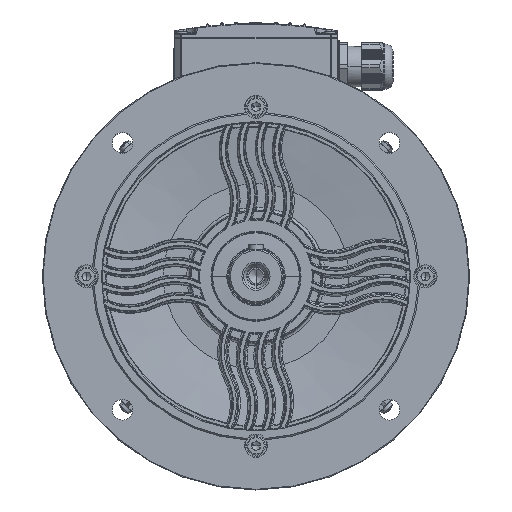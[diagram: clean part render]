
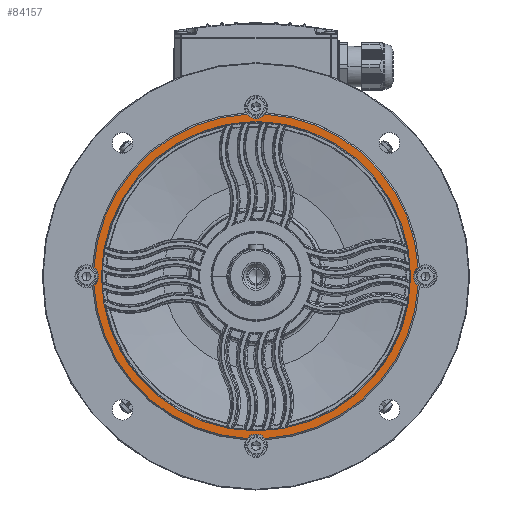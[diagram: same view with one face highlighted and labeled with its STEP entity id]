
A CAD part, top view. The second image highlights one B-rep face of the part: STEP entity #84157.
In plain terms, the highlighted planar face has unit normal (0, 0, 1).
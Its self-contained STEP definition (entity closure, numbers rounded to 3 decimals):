
#477 = AXIS2_PLACEMENT_3D ( 'NONE', #161590, #77098, #89207 ) ;
#1540 = FACE_BOUND ( 'NONE', #159009, .T. ) ;
#3055 = EDGE_CURVE ( 'NONE', #51878, #91436, #71957, .T. ) ;
#4729 = CARTESIAN_POINT ( 'NONE',  ( -119., 0., 314. ) ) ;
#6056 = CARTESIAN_POINT ( 'NONE',  ( 0., 0., 314. ) ) ;
#7758 = AXIS2_PLACEMENT_3D ( 'NONE', #113016, #14596, #58180 ) ;
#8897 = EDGE_CURVE ( 'NONE', #106873, #69756, #10338, .T. ) ;
#9427 = EDGE_CURVE ( 'NONE', #147367, #175764, #105298, .T. ) ;
#10338 = CIRCLE ( 'NONE', #140818, 114. ) ;
#10659 = CIRCLE ( 'NONE', #43285, 8.312 ) ;
#11354 = ORIENTED_EDGE ( 'NONE', *, *, #139123, .F. ) ;
#12776 = EDGE_CURVE ( 'NONE', #147367, #177032, #56359, .T. ) ;
#14596 = DIRECTION ( 'NONE',  ( 0., 0., -1. ) ) ;
#15077 = AXIS2_PLACEMENT_3D ( 'NONE', #45383, #102058, #101132 ) ;
#17191 = CARTESIAN_POINT ( 'NONE',  ( -6.497, 113.815, 314. ) ) ;
#20493 = DIRECTION ( 'NONE',  ( -1., 0., 0. ) ) ;
#22858 = CIRCLE ( 'NONE', #28801, 108.5 ) ;
#27051 = CARTESIAN_POINT ( 'NONE',  ( 0., 0., 314. ) ) ;
#28801 = AXIS2_PLACEMENT_3D ( 'NONE', #82401, #95409, #154792 ) ;
#29276 = DIRECTION ( 'NONE',  ( 0., 0., 1. ) ) ;
#29889 = ORIENTED_EDGE ( 'NONE', *, *, #163612, .F. ) ;
#30796 = AXIS2_PLACEMENT_3D ( 'NONE', #4729, #134688, #20493 ) ;
#30910 = CARTESIAN_POINT ( 'NONE',  ( -113.815, 6.497, 314. ) ) ;
#32041 = DIRECTION ( 'NONE',  ( -1., 0., 0. ) ) ;
#32750 = DIRECTION ( 'NONE',  ( 0., 0., 1. ) ) ;
#34158 = DIRECTION ( 'NONE',  ( -1., 0., 0. ) ) ;
#37482 = CARTESIAN_POINT ( 'NONE',  ( 6.497, 113.815, 314. ) ) ;
#37645 = CARTESIAN_POINT ( 'NONE',  ( -113.815, -6.497, 314. ) ) ;
#43285 = AXIS2_PLACEMENT_3D ( 'NONE', #102780, #46110, #171509 ) ;
#44790 = ORIENTED_EDGE ( 'NONE', *, *, #148463, .F. ) ;
#45383 = CARTESIAN_POINT ( 'NONE',  ( 0., 0., 314. ) ) ;
#46110 = DIRECTION ( 'NONE',  ( 0., 0., 1. ) ) ;
#50829 = CARTESIAN_POINT ( 'NONE',  ( 113.815, 6.497, 314. ) ) ;
#51878 = VERTEX_POINT ( 'NONE', #66761 ) ;
#54798 = EDGE_LOOP ( 'NONE', ( #113195, #126730, #119436, #11354, #61120, #29889, #68793, #161017, #128178, #149619 ) ) ;
#56359 = CIRCLE ( 'NONE', #118545, 8.312 ) ;
#56363 = PLANE ( 'NONE',  #7758 ) ;
#57319 = AXIS2_PLACEMENT_3D ( 'NONE', #176681, #32750, #175749 ) ;
#58045 = DIRECTION ( 'NONE',  ( -1., 0., 0. ) ) ;
#58180 = DIRECTION ( 'NONE',  ( -1., 0., 0. ) ) ;
#61120 = ORIENTED_EDGE ( 'NONE', *, *, #8897, .T. ) ;
#63869 = CARTESIAN_POINT ( 'NONE',  ( 0., 119., 314. ) ) ;
#66761 = CARTESIAN_POINT ( 'NONE',  ( 108.5, 0., 314. ) ) ;
#68793 = ORIENTED_EDGE ( 'NONE', *, *, #162309, .T. ) ;
#68827 = DIRECTION ( 'NONE',  ( -1., 0., 0. ) ) ;
#69651 = VERTEX_POINT ( 'NONE', #17191 ) ;
#69756 = VERTEX_POINT ( 'NONE', #37482 ) ;
#71957 = CIRCLE ( 'NONE', #101689, 108.5 ) ;
#73827 = DIRECTION ( 'NONE',  ( 0., 0., 1. ) ) ;
#73932 = CARTESIAN_POINT ( 'NONE',  ( 6.497, -113.815, 314. ) ) ;
#74246 = VERTEX_POINT ( 'NONE', #37645 ) ;
#77098 = DIRECTION ( 'NONE',  ( 0., 0., 1. ) ) ;
#78831 = VERTEX_POINT ( 'NONE', #120850 ) ;
#82401 = CARTESIAN_POINT ( 'NONE',  ( 0., 0., 314. ) ) ;
#84157 = ADVANCED_FACE ( 'NONE', ( #1540, #169671 ), #56363, .F. ) ;
#84471 = CARTESIAN_POINT ( 'NONE',  ( -108.5, 0., 314. ) ) ;
#89207 = DIRECTION ( 'NONE',  ( -1., 0., 0. ) ) ;
#91436 = VERTEX_POINT ( 'NONE', #84471 ) ;
#95409 = DIRECTION ( 'NONE',  ( 0., 0., 1. ) ) ;
#98937 = DIRECTION ( 'NONE',  ( 0., 0., 1. ) ) ;
#101132 = DIRECTION ( 'NONE',  ( -1., 0., 0. ) ) ;
#101689 = AXIS2_PLACEMENT_3D ( 'NONE', #175908, #73827, #131358 ) ;
#102058 = DIRECTION ( 'NONE',  ( 0., 0., 1. ) ) ;
#102780 = CARTESIAN_POINT ( 'NONE',  ( 119., 0., 314. ) ) ;
#105298 = CIRCLE ( 'NONE', #120132, 114. ) ;
#106873 = VERTEX_POINT ( 'NONE', #50829 ) ;
#107798 = CARTESIAN_POINT ( 'NONE',  ( -6.497, -113.815, 314. ) ) ;
#111234 = VERTEX_POINT ( 'NONE', #30910 ) ;
#111310 = EDGE_CURVE ( 'NONE', #74246, #177032, #113692, .T. ) ;
#112328 = EDGE_CURVE ( 'NONE', #74246, #171797, #155418, .T. ) ;
#113016 = CARTESIAN_POINT ( 'NONE',  ( 0., 0., 314. ) ) ;
#113195 = ORIENTED_EDGE ( 'NONE', *, *, #12776, .F. ) ;
#113692 = CIRCLE ( 'NONE', #57319, 114. ) ;
#113792 = CARTESIAN_POINT ( 'NONE',  ( 0., -119., 314. ) ) ;
#117441 = CARTESIAN_POINT ( 'NONE',  ( 119., 0., 314. ) ) ;
#118545 = AXIS2_PLACEMENT_3D ( 'NONE', #113792, #29276, #58045 ) ;
#118695 = DIRECTION ( 'NONE',  ( 0., 0., 1. ) ) ;
#119436 = ORIENTED_EDGE ( 'NONE', *, *, #169751, .F. ) ;
#120132 = AXIS2_PLACEMENT_3D ( 'NONE', #27051, #167295, #68827 ) ;
#120234 = DIRECTION ( 'NONE',  ( 0., 0., 1. ) ) ;
#120850 = CARTESIAN_POINT ( 'NONE',  ( 110.688, 0., 314. ) ) ;
#122270 = EDGE_CURVE ( 'NONE', #171797, #111234, #160649, .T. ) ;
#126723 = ORIENTED_EDGE ( 'NONE', *, *, #3055, .F. ) ;
#126730 = ORIENTED_EDGE ( 'NONE', *, *, #9427, .T. ) ;
#128178 = ORIENTED_EDGE ( 'NONE', *, *, #112328, .F. ) ;
#130773 = CIRCLE ( 'NONE', #15077, 114. ) ;
#131358 = DIRECTION ( 'NONE',  ( 1., 0., 0. ) ) ;
#132081 = CIRCLE ( 'NONE', #155792, 8.312 ) ;
#134688 = DIRECTION ( 'NONE',  ( 0., 0., 1. ) ) ;
#139123 = EDGE_CURVE ( 'NONE', #106873, #78831, #10659, .T. ) ;
#140818 = AXIS2_PLACEMENT_3D ( 'NONE', #6056, #120234, #32041 ) ;
#147367 = VERTEX_POINT ( 'NONE', #73932 ) ;
#148463 = EDGE_CURVE ( 'NONE', #91436, #51878, #22858, .T. ) ;
#149619 = ORIENTED_EDGE ( 'NONE', *, *, #111310, .T. ) ;
#154775 = CIRCLE ( 'NONE', #178492, 8.312 ) ;
#154792 = DIRECTION ( 'NONE',  ( 1., 0., 0. ) ) ;
#155418 = CIRCLE ( 'NONE', #30796, 8.312 ) ;
#155560 = DIRECTION ( 'NONE',  ( -1., 0., 0. ) ) ;
#155792 = AXIS2_PLACEMENT_3D ( 'NONE', #117441, #98937, #155560 ) ;
#159009 = EDGE_LOOP ( 'NONE', ( #126723, #44790 ) ) ;
#160649 = CIRCLE ( 'NONE', #477, 8.312 ) ;
#161017 = ORIENTED_EDGE ( 'NONE', *, *, #122270, .F. ) ;
#161054 = CARTESIAN_POINT ( 'NONE',  ( 113.815, -6.497, 314. ) ) ;
#161590 = CARTESIAN_POINT ( 'NONE',  ( -119., 0., 314. ) ) ;
#162309 = EDGE_CURVE ( 'NONE', #69651, #111234, #130773, .T. ) ;
#163612 = EDGE_CURVE ( 'NONE', #69651, #69756, #154775, .T. ) ;
#167295 = DIRECTION ( 'NONE',  ( 0., 0., 1. ) ) ;
#169671 = FACE_OUTER_BOUND ( 'NONE', #54798, .T. ) ;
#169751 = EDGE_CURVE ( 'NONE', #78831, #175764, #132081, .T. ) ;
#171509 = DIRECTION ( 'NONE',  ( -1., 0., 0. ) ) ;
#171797 = VERTEX_POINT ( 'NONE', #176670 ) ;
#175749 = DIRECTION ( 'NONE',  ( -1., 0., 0. ) ) ;
#175764 = VERTEX_POINT ( 'NONE', #161054 ) ;
#175908 = CARTESIAN_POINT ( 'NONE',  ( 0., 0., 314. ) ) ;
#176670 = CARTESIAN_POINT ( 'NONE',  ( -110.688, 0., 314. ) ) ;
#176681 = CARTESIAN_POINT ( 'NONE',  ( 0., 0., 314. ) ) ;
#177032 = VERTEX_POINT ( 'NONE', #107798 ) ;
#178492 = AXIS2_PLACEMENT_3D ( 'NONE', #63869, #118695, #34158 ) ;
